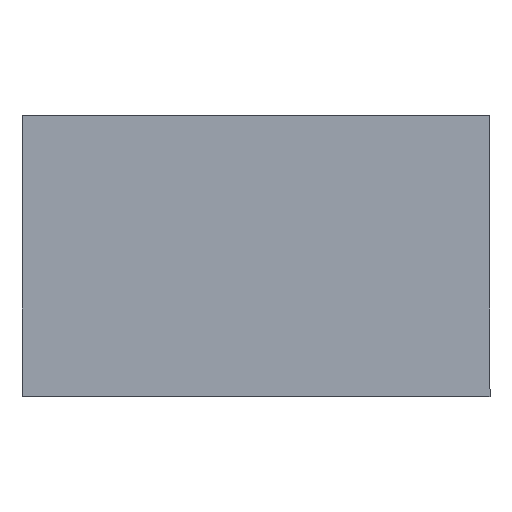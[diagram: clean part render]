
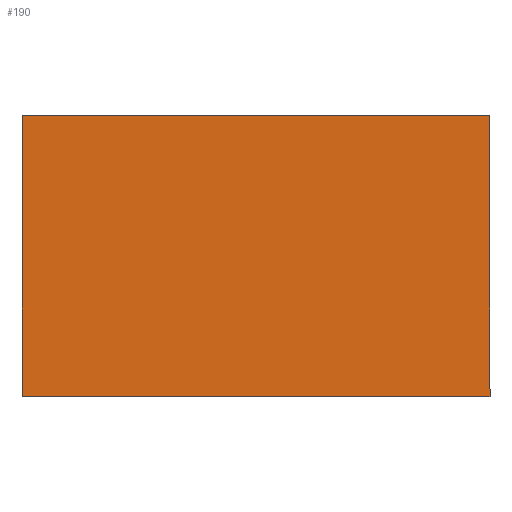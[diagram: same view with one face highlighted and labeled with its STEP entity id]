
A CAD part, top view. The second image highlights one B-rep face of the part: STEP entity #190.
In plain terms, the highlighted planar face has unit normal (0, 0, 1).
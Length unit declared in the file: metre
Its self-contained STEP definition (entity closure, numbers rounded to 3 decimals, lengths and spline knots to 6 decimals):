
#190=ADVANCED_FACE('0:46',(#382),#383,.F.);
#382=FACE_OUTER_BOUND('',#594,.T.);
#383=PLANE('',#595);
#594=EDGE_LOOP('',(#831,#832,#833,#834));
#595=AXIS2_PLACEMENT_3D('',#835,#836,#837);
#831=ORIENTED_EDGE('',*,*,#1285,.T.);
#832=ORIENTED_EDGE('',*,*,#1260,.T.);
#833=ORIENTED_EDGE('',*,*,#1273,.T.);
#834=ORIENTED_EDGE('',*,*,#1297,.T.);
#835=CARTESIAN_POINT('',(0.0,0.0,0.00038));
#836=DIRECTION('',(0.0,0.0,-1.0));
#837=DIRECTION('',(0.0,-1.0,0.0));
#1260=EDGE_CURVE('0:169',#1453,#1454,#1455,.T.);
#1273=EDGE_CURVE('0:205',#1454,#1478,#1479,.T.);
#1285=EDGE_CURVE('0:238',#1500,#1453,#1501,.T.);
#1297=EDGE_CURVE('0:271',#1478,#1500,#1522,.T.);
#1453=VERTEX_POINT('NONE',#1734);
#1454=VERTEX_POINT('NONE',#1735);
#1455=LINE('',#1736,#1737);
#1478=VERTEX_POINT('NONE',#1771);
#1479=LINE('',#1772,#1773);
#1500=VERTEX_POINT('NONE',#1804);
#1501=LINE('',#1805,#1806);
#1522=LINE('',#1837,#1838);
#1734=CARTESIAN_POINT('',(0.0003,0.0005,0.00038));
#1735=CARTESIAN_POINT('',(-0.0003,0.0005,0.00038));
#1736=CARTESIAN_POINT('',(-0.0003,0.0005,0.00038));
#1737=VECTOR('',#2146,1.0);
#1771=CARTESIAN_POINT('',(-0.0003,-0.0005,0.00038));
#1772=CARTESIAN_POINT('',(-0.0003,-0.0005,0.00038));
#1773=VECTOR('',#2158,1.0);
#1804=CARTESIAN_POINT('',(0.0003,-0.0005,0.00038));
#1805=CARTESIAN_POINT('',(0.0003,0.0005,0.00038));
#1806=VECTOR('',#2169,1.0);
#1837=CARTESIAN_POINT('',(0.0003,-0.0005,0.00038));
#1838=VECTOR('',#2180,1.0);
#2146=DIRECTION('',(-1.0,-0.0,-0.0));
#2158=DIRECTION('',(0.,-1.0,-0.0));
#2169=DIRECTION('',(0.,1.0,-0.0));
#2180=DIRECTION('',(1.0,0.,-0.0));
